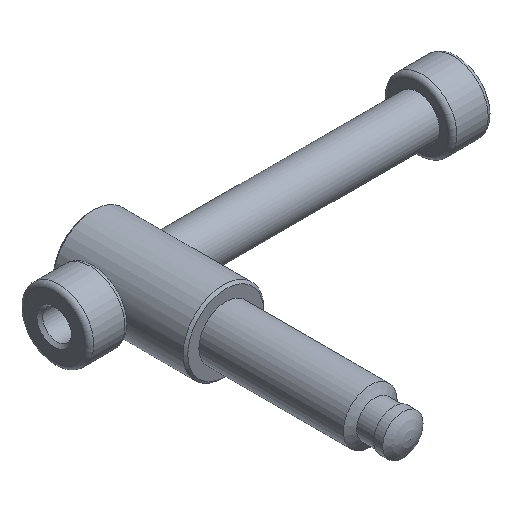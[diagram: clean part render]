
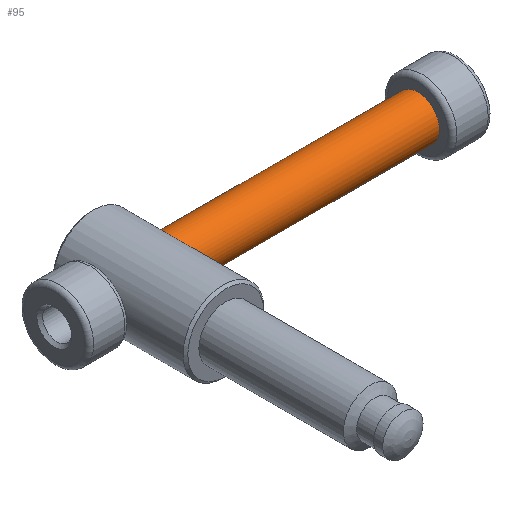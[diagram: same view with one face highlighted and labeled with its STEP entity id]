
A CAD part, isometric view. The second image highlights one B-rep face of the part: STEP entity #95.
In plain terms, the highlighted cylindrical face has radius 6.5 mm (diameter 13 mm), a full revolution.
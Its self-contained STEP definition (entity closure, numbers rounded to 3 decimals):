
#95 = ADVANCED_FACE( '', ( #211, #212 ), #213, .T. );
#211 = FACE_OUTER_BOUND( '', #333, .T. );
#212 = FACE_OUTER_BOUND( '', #334, .T. );
#213 = CYLINDRICAL_SURFACE( '', #335, 6.5 );
#333 = EDGE_LOOP( '', ( #491 ) );
#334 = EDGE_LOOP( '', ( #492 ) );
#335 = AXIS2_PLACEMENT_3D( '', #493, #494, #495 );
#491 = ORIENTED_EDGE( '', *, *, #587, .F. );
#492 = ORIENTED_EDGE( '', *, *, #568, .T. );
#493 = CARTESIAN_POINT( '', ( 95.999, 82., 0. ) );
#494 = DIRECTION( '', ( -1., 0., 0. ) );
#495 = DIRECTION( '', ( 0., 0., -1. ) );
#568 = EDGE_CURVE( '', #644, #644, #645, .T. );
#587 = EDGE_CURVE( '', #671, #671, #672, .T. );
#644 = VERTEX_POINT( '', #729 );
#645 = B_SPLINE_CURVE_WITH_KNOTS( '', 3, ( #730, #731, #732, #733, #734, #735, #736, #737, #738, #739, #740, #741, #742, #743, #744, #745, #746, #747, #748, #749, #750, #751, #752, #753, #754, #755, #756, #757, #758, #759, #760, #761, #762, #763, #764, #765, #766, #767, #768, #769, #770, #771, #772, #773, #774, #775, #776, #777, #778, #779, #780, #781, #782, #783, #784, #785, #786, #787, #788, #789, #790, #791, #792, #793, #794, #795, #796, #797, #798, #799, #800, #801, #802, #803, #804, #805, #806, #807, #808, #809, #810, #811 ), .UNSPECIFIED., .T., .F., ( 2, 2, 2, 2, 2, 2, 2, 2, 2, 2, 2, 2, 2, 2, 2, 2, 2, 2, 2, 2, 2, 2, 2, 2, 2, 2, 2, 2, 2, 2, 2, 2, 2, 2, 2, 2, 2, 2, 2, 2, 2, 2, 2 ), ( -0.001, 0., 0.001, 0.003, 0.004, 0.005, 0.006, 0.006, 0.008, 0.008, 0.009, 0.01, 0.011, 0.012, 0.012, 0.013, 0.014, 0.015, 0.016, 0.017, 0.018, 0.019, 0.019, 0.021, 0.022, 0.023, 0.025, 0.026, 0.027, 0.028, 0.028, 0.03, 0.031, 0.032, 0.034, 0.035, 0.036, 0.038, 0.038, 0.039, 0.04, 0.041, 0.043 ), .UNSPECIFIED. );
#671 = VERTEX_POINT( '', #918 );
#672 = CIRCLE( '', #919, 6.5 );
#729 = CARTESIAN_POINT( '', ( 10.087, 82., -6.5 ) );
#730 = CARTESIAN_POINT( '', ( 10.087, 81.561, -6.5 ) );
#731 = CARTESIAN_POINT( '', ( 10.087, 82.439, -6.5 ) );
#732 = CARTESIAN_POINT( '', ( 10.116, 82.868, -6.456 ) );
#733 = CARTESIAN_POINT( '', ( 10.222, 83.709, -6.286 ) );
#734 = CARTESIAN_POINT( '', ( 10.301, 84.124, -6.158 ) );
#735 = CARTESIAN_POINT( '', ( 10.49, 84.905, -5.83 ) );
#736 = CARTESIAN_POINT( '', ( 10.6, 85.274, -5.631 ) );
#737 = CARTESIAN_POINT( '', ( 10.836, 85.972, -5.162 ) );
#738 = CARTESIAN_POINT( '', ( 10.96, 86.295, -4.897 ) );
#739 = CARTESIAN_POINT( '', ( 11.143, 86.736, -4.457 ) );
#740 = CARTESIAN_POINT( '', ( 11.203, 86.876, -4.304 ) );
#741 = CARTESIAN_POINT( '', ( 11.322, 87.142, -3.981 ) );
#742 = CARTESIAN_POINT( '', ( 11.38, 87.269, -3.811 ) );
#743 = CARTESIAN_POINT( '', ( 11.546, 87.622, -3.289 ) );
#744 = CARTESIAN_POINT( '', ( 11.646, 87.822, -2.921 ) );
#745 = CARTESIAN_POINT( '', ( 11.772, 88.07, -2.336 ) );
#746 = CARTESIAN_POINT( '', ( 11.81, 88.143, -2.135 ) );
#747 = CARTESIAN_POINT( '', ( 11.878, 88.271, -1.723 ) );
#748 = CARTESIAN_POINT( '', ( 11.906, 88.325, -1.512 ) );
#749 = CARTESIAN_POINT( '', ( 11.975, 88.455, -0.88 ) );
#750 = CARTESIAN_POINT( '', ( 11.999, 88.499, -0.452 ) );
#751 = CARTESIAN_POINT( '', ( 12., 88.501, 0.2 ) );
#752 = CARTESIAN_POINT( '', ( 11.995, 88.49, 0.42 ) );
#753 = CARTESIAN_POINT( '', ( 11.972, 88.447, 0.853 ) );
#754 = CARTESIAN_POINT( '', ( 11.954, 88.416, 1.066 ) );
#755 = CARTESIAN_POINT( '', ( 11.909, 88.331, 1.488 ) );
#756 = CARTESIAN_POINT( '', ( 11.881, 88.278, 1.696 ) );
#757 = CARTESIAN_POINT( '', ( 11.815, 88.153, 2.108 ) );
#758 = CARTESIAN_POINT( '', ( 11.777, 88.079, 2.312 ) );
#759 = CARTESIAN_POINT( '', ( 11.651, 87.831, 2.903 ) );
#760 = CARTESIAN_POINT( '', ( 11.551, 87.631, 3.274 ) );
#761 = CARTESIAN_POINT( '', ( 11.385, 87.279, 3.798 ) );
#762 = CARTESIAN_POINT( '', ( 11.326, 87.153, 3.968 ) );
#763 = CARTESIAN_POINT( '', ( 11.208, 86.886, 4.292 ) );
#764 = CARTESIAN_POINT( '', ( 11.147, 86.746, 4.446 ) );
#765 = CARTESIAN_POINT( '', ( 10.964, 86.306, 4.887 ) );
#766 = CARTESIAN_POINT( '', ( 10.841, 85.985, 5.153 ) );
#767 = CARTESIAN_POINT( '', ( 10.604, 85.287, 5.624 ) );
#768 = CARTESIAN_POINT( '', ( 10.494, 84.919, 5.823 ) );
#769 = CARTESIAN_POINT( '', ( 10.353, 84.338, 6.069 ) );
#770 = CARTESIAN_POINT( '', ( 10.309, 84.139, 6.142 ) );
#771 = CARTESIAN_POINT( '', ( 10.233, 83.731, 6.269 ) );
#772 = CARTESIAN_POINT( '', ( 10.199, 83.52, 6.324 ) );
#773 = CARTESIAN_POINT( '', ( 10.117, 82.885, 6.454 ) );
#774 = CARTESIAN_POINT( '', ( 10.088, 82.457, 6.498 ) );
#775 = CARTESIAN_POINT( '', ( 10.086, 81.593, 6.502 ) );
#776 = CARTESIAN_POINT( '', ( 10.114, 81.152, 6.459 ) );
#777 = CARTESIAN_POINT( '', ( 10.22, 80.307, 6.29 ) );
#778 = CARTESIAN_POINT( '', ( 10.297, 79.896, 6.165 ) );
#779 = CARTESIAN_POINT( '', ( 10.487, 79.107, 5.837 ) );
#780 = CARTESIAN_POINT( '', ( 10.597, 78.737, 5.638 ) );
#781 = CARTESIAN_POINT( '', ( 10.831, 78.041, 5.172 ) );
#782 = CARTESIAN_POINT( '', ( 10.957, 77.714, 4.904 ) );
#783 = CARTESIAN_POINT( '', ( 11.201, 77.124, 4.318 ) );
#784 = CARTESIAN_POINT( '', ( 11.32, 76.858, 3.998 ) );
#785 = CARTESIAN_POINT( '', ( 11.488, 76.502, 3.474 ) );
#786 = CARTESIAN_POINT( '', ( 11.541, 76.391, 3.292 ) );
#787 = CARTESIAN_POINT( '', ( 11.641, 76.189, 2.921 ) );
#788 = CARTESIAN_POINT( '', ( 11.687, 76.098, 2.731 ) );
#789 = CARTESIAN_POINT( '', ( 11.813, 75.85, 2.147 ) );
#790 = CARTESIAN_POINT( '', ( 11.881, 75.721, 1.737 ) );
#791 = CARTESIAN_POINT( '', ( 11.975, 75.546, 0.883 ) );
#792 = CARTESIAN_POINT( '', ( 11.999, 75.501, 0.453 ) );
#793 = CARTESIAN_POINT( '', ( 12.001, 75.499, -0.412 ) );
#794 = CARTESIAN_POINT( '', ( 11.977, 75.542, -0.853 ) );
#795 = CARTESIAN_POINT( '', ( 11.887, 75.711, -1.7 ) );
#796 = CARTESIAN_POINT( '', ( 11.82, 75.837, -2.11 ) );
#797 = CARTESIAN_POINT( '', ( 11.65, 76.169, -2.904 ) );
#798 = CARTESIAN_POINT( '', ( 11.55, 76.371, -3.277 ) );
#799 = CARTESIAN_POINT( '', ( 11.329, 76.839, -3.974 ) );
#800 = CARTESIAN_POINT( '', ( 11.207, 77.109, -4.301 ) );
#801 = CARTESIAN_POINT( '', ( 10.962, 77.699, -4.891 ) );
#802 = CARTESIAN_POINT( '', ( 10.839, 78.019, -5.156 ) );
#803 = CARTESIAN_POINT( '', ( 10.663, 78.541, -5.507 ) );
#804 = CARTESIAN_POINT( '', ( 10.605, 78.723, -5.617 ) );
#805 = CARTESIAN_POINT( '', ( 10.496, 79.094, -5.818 ) );
#806 = CARTESIAN_POINT( '', ( 10.445, 79.284, -5.909 ) );
#807 = CARTESIAN_POINT( '', ( 10.303, 79.867, -6.154 ) );
#808 = CARTESIAN_POINT( '', ( 10.225, 80.272, -6.281 ) );
#809 = CARTESIAN_POINT( '', ( 10.116, 81.122, -6.455 ) );
#810 = CARTESIAN_POINT( '', ( 10.087, 81.561, -6.5 ) );
#811 = CARTESIAN_POINT( '', ( 10.087, 82.439, -6.5 ) );
#918 = CARTESIAN_POINT( '', ( 84.099, 82., -6.5 ) );
#919 = AXIS2_PLACEMENT_3D( '', #1003, #1004, #1005 );
#1003 = CARTESIAN_POINT( '', ( 84.099, 82., 0. ) );
#1004 = DIRECTION( '', ( 1., 0., 0. ) );
#1005 = DIRECTION( '', ( 0., 0., -1. ) );
